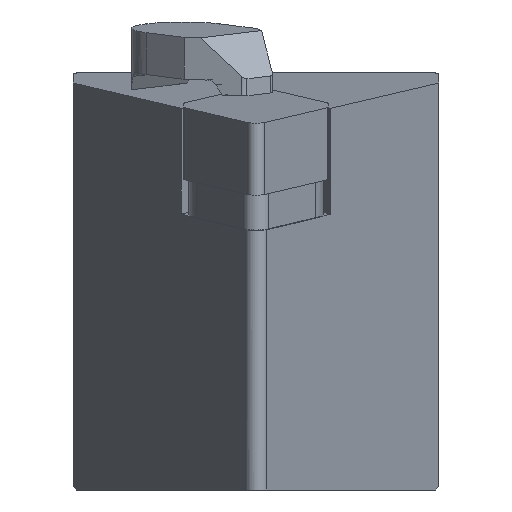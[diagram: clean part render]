
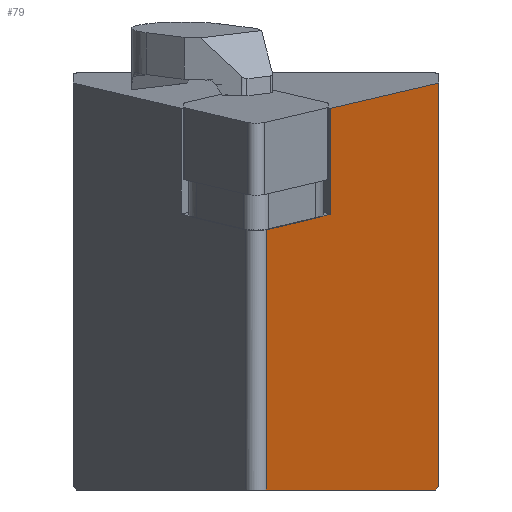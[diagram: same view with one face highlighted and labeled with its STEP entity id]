
A CAD part, left-side view. The second image highlights one B-rep face of the part: STEP entity #79.
In plain terms, the highlighted planar face has unit normal (-0.458, -0.887, -0.056).
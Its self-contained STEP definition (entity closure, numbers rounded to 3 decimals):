
#79=ADVANCED_FACE('',(#200),#150,.F.);
#150=PLANE('',#1310);
#200=FACE_OUTER_BOUND('',#272,.T.);
#272=EDGE_LOOP('',(#632,#633,#634,#635,#636,#637,#638,#639));
#343=LINE('',#1796,#479);
#348=LINE('',#1811,#484);
#355=LINE('',#1825,#491);
#356=LINE('',#1826,#492);
#357=LINE('',#1828,#493);
#358=LINE('',#1830,#494);
#359=LINE('',#1832,#495);
#360=LINE('',#1834,#496);
#479=VECTOR('',#1430,1.);
#484=VECTOR('',#1441,1.);
#491=VECTOR('',#1450,1.);
#492=VECTOR('',#1451,1.);
#493=VECTOR('',#1452,1.);
#494=VECTOR('',#1453,1.);
#495=VECTOR('',#1454,1.);
#496=VECTOR('',#1455,1.);
#632=ORIENTED_EDGE('',*,*,#1106,.F.);
#633=ORIENTED_EDGE('',*,*,#1092,.F.);
#634=ORIENTED_EDGE('',*,*,#1107,.F.);
#635=ORIENTED_EDGE('',*,*,#1108,.F.);
#636=ORIENTED_EDGE('',*,*,#1109,.F.);
#637=ORIENTED_EDGE('',*,*,#1110,.F.);
#638=ORIENTED_EDGE('',*,*,#1111,.F.);
#639=ORIENTED_EDGE('',*,*,#1099,.F.);
#977=VERTEX_POINT('',#1794);
#979=VERTEX_POINT('',#1797);
#985=VERTEX_POINT('',#1810);
#986=VERTEX_POINT('',#1812);
#992=VERTEX_POINT('',#1827);
#993=VERTEX_POINT('',#1829);
#994=VERTEX_POINT('',#1831);
#995=VERTEX_POINT('',#1833);
#1092=EDGE_CURVE('',#977,#979,#343,.T.);
#1099=EDGE_CURVE('',#985,#986,#348,.T.);
#1106=EDGE_CURVE('',#979,#985,#355,.T.);
#1107=EDGE_CURVE('',#992,#977,#356,.T.);
#1108=EDGE_CURVE('',#993,#992,#357,.T.);
#1109=EDGE_CURVE('',#994,#993,#358,.T.);
#1110=EDGE_CURVE('',#995,#994,#359,.T.);
#1111=EDGE_CURVE('',#986,#995,#360,.T.);
#1310=AXIS2_PLACEMENT_3D('',#1835,#1456,#1457);
#1430=DIRECTION('',(0.88,-0.462,0.108));
#1441=DIRECTION('',(0.88,-0.462,0.108));
#1450=DIRECTION('',(-0.122,0.,0.993));
#1451=DIRECTION('',(0.88,-0.462,0.108));
#1452=DIRECTION('',(-0.122,0.,0.993));
#1453=DIRECTION('',(-0.888,0.459,0.));
#1454=DIRECTION('',(-0.788,0.435,-0.435));
#1455=DIRECTION('',(0.122,0.,-0.993));
#1456=DIRECTION('',(0.458,0.887,0.056));
#1457=DIRECTION('',(-0.888,0.459,0.));
#1794=CARTESIAN_POINT('',(13.552,-21.759,-8.038));
#1796=CARTESIAN_POINT('',(33.077,-32.,-5.641));
#1797=CARTESIAN_POINT('',(15.038,-22.539,-7.856));
#1810=CARTESIAN_POINT('',(13.901,-22.539,1.405));
#1811=CARTESIAN_POINT('',(31.94,-32.,3.62));
#1812=CARTESIAN_POINT('',(31.94,-32.,3.62));
#1825=CARTESIAN_POINT('',(18.739,-22.539,-37.999));
#1826=CARTESIAN_POINT('',(33.077,-32.,-5.641));
#1827=CARTESIAN_POINT('',(4.262,-16.887,-9.179));
#1828=CARTESIAN_POINT('',(7.963,-16.887,-39.323));
#1829=CARTESIAN_POINT('',(7.064,-16.887,-32.));
#1830=CARTESIAN_POINT('',(36.681,-32.19,-32.));
#1831=CARTESIAN_POINT('',(35.733,-31.7,-32.));
#1832=CARTESIAN_POINT('',(35.188,-31.399,-32.301));
#1833=CARTESIAN_POINT('',(36.277,-32.,-31.7));
#1834=CARTESIAN_POINT('',(36.779,-32.,-35.785));
#1835=CARTESIAN_POINT('',(36.779,-32.,-35.785));
